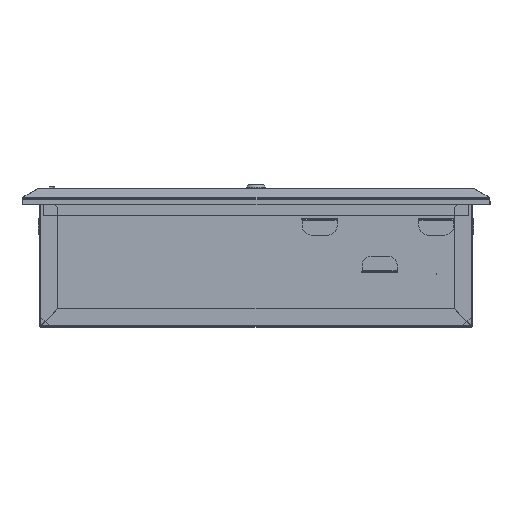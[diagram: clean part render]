
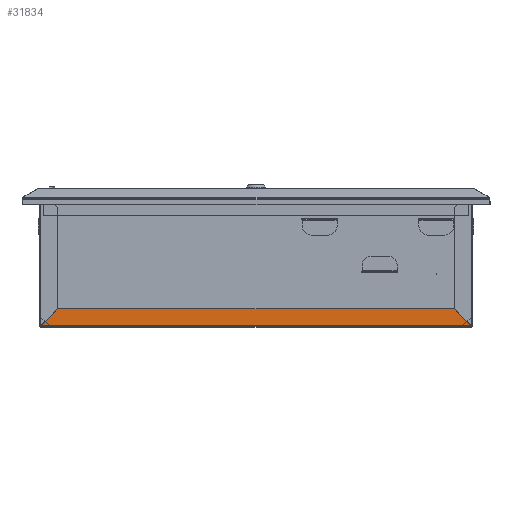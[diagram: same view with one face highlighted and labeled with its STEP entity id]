
A CAD part, left-side view. The second image highlights one B-rep face of the part: STEP entity #31834.
In plain terms, the highlighted planar face has unit normal (-1, 0, 0).
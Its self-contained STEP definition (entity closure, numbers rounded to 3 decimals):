
#1101 = DIRECTION ( 'NONE',  ( 0., -1., 0. ) ) ;
#3145 = CARTESIAN_POINT ( 'NONE',  ( -1.7, 21.177, 20.3 ) ) ;
#3269 = ORIENTED_EDGE ( 'NONE', *, *, #37301, .F. ) ;
#3602 = ORIENTED_EDGE ( 'NONE', *, *, #5387, .F. ) ;
#5387 = EDGE_CURVE ( 'NONE', #19257, #19712, #12756, .T. ) ;
#5953 = CARTESIAN_POINT ( 'NONE',  ( -1.7, 0., 0. ) ) ;
#6810 = ORIENTED_EDGE ( 'NONE', *, *, #8922, .F. ) ;
#6844 = DIRECTION ( 'NONE',  ( 0., -0.707, -0.707 ) ) ;
#8922 = EDGE_CURVE ( 'NONE', #23376, #19257, #25126, .T. ) ;
#12756 = LINE ( 'NONE', #39054, #20692 ) ;
#12810 = ORIENTED_EDGE ( 'NONE', *, *, #19164, .F. ) ;
#13648 = CARTESIAN_POINT ( 'NONE',  ( -1.7, 498.3, 1. ) ) ;
#16190 = VECTOR ( 'NONE', #33844, 1000. ) ;
#17844 = EDGE_LOOP ( 'NONE', ( #12810, #3269, #3602, #6810 ) ) ;
#19164 = EDGE_CURVE ( 'NONE', #22263, #23376, #41162, .T. ) ;
#19257 = VERTEX_POINT ( 'NONE', #27965 ) ;
#19598 = DIRECTION ( 'NONE',  ( 0., 0., -1. ) ) ;
#19712 = VERTEX_POINT ( 'NONE', #35404 ) ;
#19768 = LINE ( 'NONE', #28168, #29779 ) ;
#20692 = VECTOR ( 'NONE', #32529, 1000. ) ;
#22263 = VERTEX_POINT ( 'NONE', #3145 ) ;
#23376 = VERTEX_POINT ( 'NONE', #32745 ) ;
#25126 = LINE ( 'NONE', #13648, #16190 ) ;
#26281 = AXIS2_PLACEMENT_3D ( 'NONE', #5953, #39804, #19598 ) ;
#27092 = CARTESIAN_POINT ( 'NONE',  ( -1.7, 353.042, 352.165 ) ) ;
#27965 = CARTESIAN_POINT ( 'NONE',  ( -1.7, 498.123, 1. ) ) ;
#28168 = CARTESIAN_POINT ( 'NONE',  ( -1.7, 498.3, 20.3 ) ) ;
#29779 = VECTOR ( 'NONE', #1101, 1000. ) ;
#31834 = ADVANCED_FACE ( 'NONE', ( #42226 ), #36379, .F. ) ;
#32529 = DIRECTION ( 'NONE',  ( 0., -0.707, 0.707 ) ) ;
#32745 = CARTESIAN_POINT ( 'NONE',  ( -1.7, 1.877, 1. ) ) ;
#33220 = VECTOR ( 'NONE', #6844, 1000. ) ;
#33844 = DIRECTION ( 'NONE',  ( 0., 1., 0. ) ) ;
#35404 = CARTESIAN_POINT ( 'NONE',  ( -1.7, 478.823, 20.3 ) ) ;
#36379 = PLANE ( 'NONE',  #26281 ) ;
#37301 = EDGE_CURVE ( 'NONE', #19712, #22263, #19768, .T. ) ;
#39054 = CARTESIAN_POINT ( 'NONE',  ( -1.7, 498.123, 1. ) ) ;
#39804 = DIRECTION ( 'NONE',  ( 1., 0., 0. ) ) ;
#41162 = LINE ( 'NONE', #27092, #33220 ) ;
#42226 = FACE_OUTER_BOUND ( 'NONE', #17844, .T. ) ;
